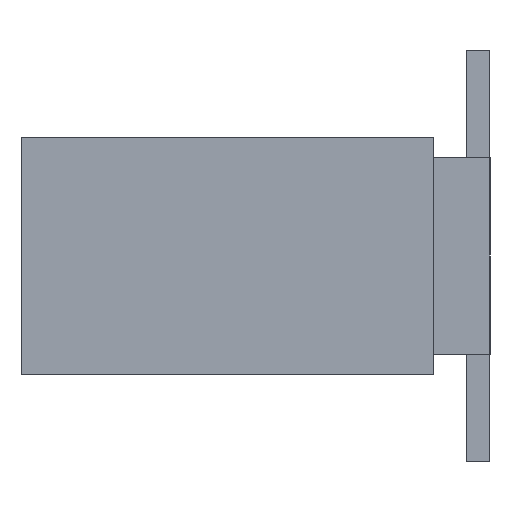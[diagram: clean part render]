
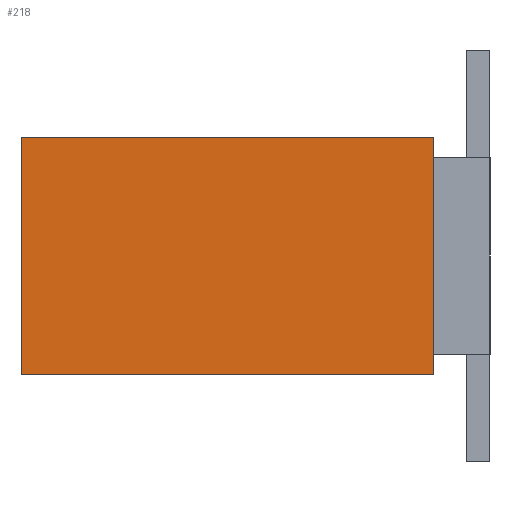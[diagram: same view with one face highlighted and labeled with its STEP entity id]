
A CAD part, left-side view. The second image highlights one B-rep face of the part: STEP entity #218.
In plain terms, the highlighted planar face has unit normal (-1, 0, 0).
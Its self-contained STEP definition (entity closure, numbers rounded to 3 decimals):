
#218 = ADVANCED_FACE ( 'NONE', ( #611 ), #2490, .F. ) ;
#249 = DIRECTION ( 'NONE',  ( 0., 1., 0. ) ) ;
#253 = ORIENTED_EDGE ( 'NONE', *, *, #8772, .F. ) ;
#347 = VERTEX_POINT ( 'NONE', #5132 ) ;
#611 = FACE_OUTER_BOUND ( 'NONE', #819, .T. ) ;
#616 = DIRECTION ( 'NONE',  ( 0., -1., 0. ) ) ;
#648 = VERTEX_POINT ( 'NONE', #12375 ) ;
#819 = EDGE_LOOP ( 'NONE', ( #4847, #253, #12327, #8134 ) ) ;
#857 = EDGE_CURVE ( 'NONE', #347, #8728, #3690, .T. ) ;
#1235 = CARTESIAN_POINT ( 'NONE',  ( -12.95, 4.4, 1.27 ) ) ;
#1316 = CARTESIAN_POINT ( 'NONE',  ( -12.95, 4.4, 1.27 ) ) ;
#2030 = LINE ( 'NONE', #8052, #14936 ) ;
#2442 = CARTESIAN_POINT ( 'NONE',  ( -12.95, 4.4, 1.27 ) ) ;
#2490 = PLANE ( 'NONE',  #9374 ) ;
#2492 = CARTESIAN_POINT ( 'NONE',  ( -12.95, 0., 1.27 ) ) ;
#3690 = LINE ( 'NONE', #1235, #13887 ) ;
#4606 = DIRECTION ( 'NONE',  ( 0., 0., 1. ) ) ;
#4847 = ORIENTED_EDGE ( 'NONE', *, *, #10465, .T. ) ;
#5132 = CARTESIAN_POINT ( 'NONE',  ( -12.95, 4.4, -1.27 ) ) ;
#6457 = CARTESIAN_POINT ( 'NONE',  ( -12.95, 4.4, -1.27 ) ) ;
#7201 = LINE ( 'NONE', #6457, #8830 ) ;
#7489 = LINE ( 'NONE', #1316, #10945 ) ;
#8052 = CARTESIAN_POINT ( 'NONE',  ( -12.95, 0., 1.27 ) ) ;
#8134 = ORIENTED_EDGE ( 'NONE', *, *, #8197, .T. ) ;
#8197 = EDGE_CURVE ( 'NONE', #347, #648, #7201, .T. ) ;
#8728 = VERTEX_POINT ( 'NONE', #2442 ) ;
#8772 = EDGE_CURVE ( 'NONE', #8728, #12920, #7489, .T. ) ;
#8830 = VECTOR ( 'NONE', #616, 1000. ) ;
#9131 = DIRECTION ( 'NONE',  ( 0., 0., 1. ) ) ;
#9374 = AXIS2_PLACEMENT_3D ( 'NONE', #10662, #13004, #249 ) ;
#9430 = DIRECTION ( 'NONE',  ( 0., -1., 0. ) ) ;
#10465 = EDGE_CURVE ( 'NONE', #648, #12920, #2030, .T. ) ;
#10662 = CARTESIAN_POINT ( 'NONE',  ( -12.95, 4.4, 1.27 ) ) ;
#10945 = VECTOR ( 'NONE', #9430, 1000. ) ;
#12327 = ORIENTED_EDGE ( 'NONE', *, *, #857, .F. ) ;
#12375 = CARTESIAN_POINT ( 'NONE',  ( -12.95, 0., -1.27 ) ) ;
#12920 = VERTEX_POINT ( 'NONE', #2492 ) ;
#13004 = DIRECTION ( 'NONE',  ( 1., 0., 0. ) ) ;
#13887 = VECTOR ( 'NONE', #4606, 1000. ) ;
#14936 = VECTOR ( 'NONE', #9131, 1000. ) ;
